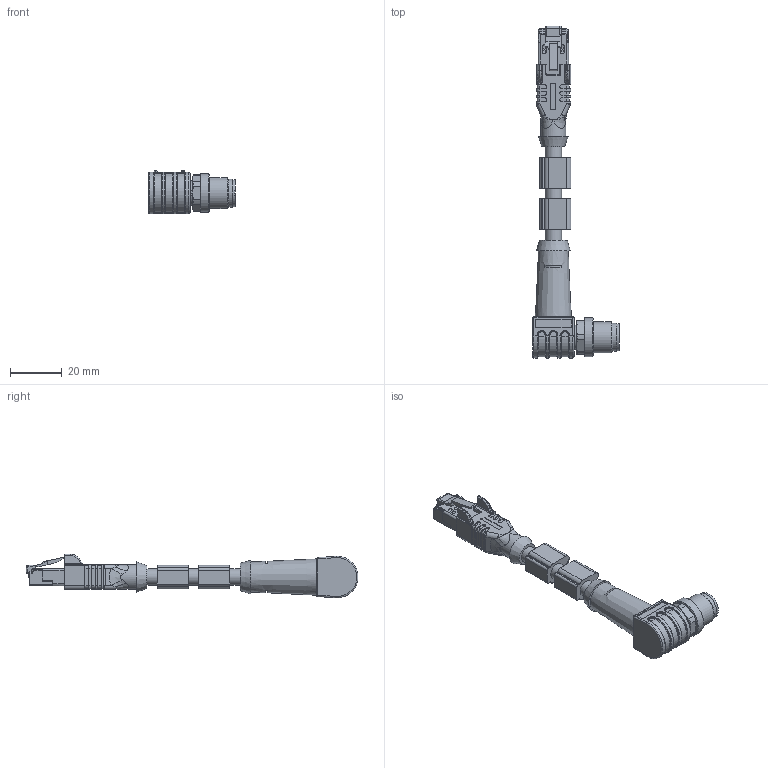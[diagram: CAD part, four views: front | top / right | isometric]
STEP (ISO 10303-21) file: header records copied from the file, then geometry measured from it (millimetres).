
FILE_DESCRIPTION(/* description */ (''),/* implementation_level */ '2;1');
FILE_NAME(/* name */ 'IE-WWASSX8-L-IE-RJ45SS8_S3500_stp.stp',/* time_stamp */ '2017-03-02T15:31:17+01:00',/* author */ (''),/* organization */ (''),/* preprocessor_version */ 'ST-DEVELOPER v16',/* originating_system */ 'SIEMENS PLM Software NX 10.0',/* authorisation */ '');
FILE_SCHEMA (('AUTOMOTIVE_DESIGN { 1 0 10303 214 3 1 1 1 }'));
Length unit declared in the file: millimetre
Products named in the file (1): IE-WWASSX8-L-IE-RJ45SS8_S3500_stp
Bounding box: 33.5 x 128.17 x 16.78 mm (x, y, z)
Volume: 16045.5 mm3; surface area: 7894.4 mm2
Topology: 1 solids, 1 shells, 943 faces, 2523 edges, 1600 vertices
Faces by surface type: plane 421, cylinder 359, torus 54, bspline 54, cone 29, sphere 20, extrusion 6
Full cylindrical faces by diameter (mm): 0.6 x8, 6.4 x3, 9.6 x1, 10.8 x1, 12 x1, 15 x1
Entity records: 30163 total; most frequent: CARTESIAN_POINT 6910, DIRECTION 4905, ORIENTED_EDGE 4870, EDGE_CURVE 2435, AXIS2_PLACEMENT_3D 1756, VERTEX_POINT 1565, VECTOR 1393, LINE 1387
